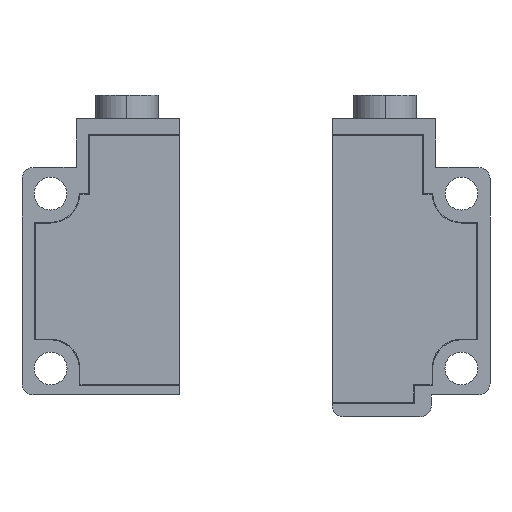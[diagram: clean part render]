
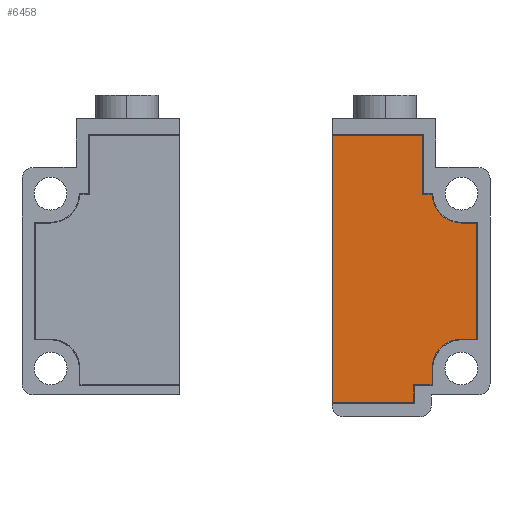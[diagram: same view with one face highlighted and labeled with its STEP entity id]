
A CAD part, left-side view. The second image highlights one B-rep face of the part: STEP entity #6458.
In plain terms, the highlighted planar face has unit normal (-1, 0, 0).
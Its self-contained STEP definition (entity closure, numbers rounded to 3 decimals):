
#5490=DIRECTION('',(0.,-1.,0.));
#5491=VECTOR('',#5490,5.941);
#5492=CARTESIAN_POINT('',(0.1,-0.004,9.3));
#5493=LINE('',#5492,#5491);
#5498=DIRECTION('',(0.,0.,-1.));
#5499=VECTOR('',#5498,3.874);
#5500=CARTESIAN_POINT('',(0.1,-5.945,9.3));
#5501=LINE('',#5500,#5499);
#5502=DIRECTION('',(0.,-1.,0.));
#5503=VECTOR('',#5502,0.611);
#5504=CARTESIAN_POINT('',(0.1,-5.945,5.426));
#5505=LINE('',#5504,#5503);
#5518=DIRECTION('',(0.,-1.,0.));
#5519=VECTOR('',#5518,1.017);
#5520=CARTESIAN_POINT('',(0.1,-8.483,3.548));
#5521=LINE('',#5520,#5519);
#5526=DIRECTION('',(0.,0.,-1.));
#5527=VECTOR('',#5526,7.612);
#5528=CARTESIAN_POINT('',(0.1,-9.5,3.548));
#5529=LINE('',#5528,#5527);
#5530=DIRECTION('',(0.,1.,0.));
#5531=VECTOR('',#5530,1.023);
#5532=CARTESIAN_POINT('',(0.1,-9.5,-4.063));
#5533=LINE('',#5532,#5531);
#5546=DIRECTION('',(0.,0.,-1.));
#5547=VECTOR('',#5546,1.059);
#5548=CARTESIAN_POINT('',(0.1,-6.549,-5.991));
#5549=LINE('',#5548,#5547);
#5550=DIRECTION('',(0.,1.,0.));
#5551=VECTOR('',#5550,1.195);
#5552=CARTESIAN_POINT('',(0.1,-6.549,-7.05));
#5553=LINE('',#5552,#5551);
#5554=DIRECTION('',(0.,0.,1.));
#5555=VECTOR('',#5554,1.175);
#5556=CARTESIAN_POINT('',(0.1,-5.354,-8.225));
#5557=LINE('',#5556,#5555);
#5558=DIRECTION('',(0.,0.,-1.));
#5559=VECTOR('',#5558,17.525);
#5560=CARTESIAN_POINT('',(0.1,-0.004,9.3));
#5561=LINE('',#5560,#5559);
#5562=CARTESIAN_POINT('',(0.1,-8.483,5.476));
#5563=DIRECTION('',(1.,0.,0.));
#5564=DIRECTION('',(0.,0.,-1.));
#5565=AXIS2_PLACEMENT_3D('',#5562,#5563,#5564);
#5567=CARTESIAN_POINT('',(0.1,-8.477,-5.991));
#5568=DIRECTION('',(1.,0.,0.));
#5569=DIRECTION('',(0.,1.,0.));
#5570=AXIS2_PLACEMENT_3D('',#5567,#5568,#5569);
#5588=DIRECTION('',(0.,1.,0.));
#5589=VECTOR('',#5588,5.35);
#5590=CARTESIAN_POINT('',(0.1,-5.354,-8.225));
#5591=LINE('',#5590,#5589);
#5866=CARTESIAN_POINT('',(0.1,-5.354,-8.225));
#5867=CARTESIAN_POINT('',(0.1,-5.354,-7.05));
#5868=VERTEX_POINT('',#5866);
#5869=VERTEX_POINT('',#5867);
#5870=CARTESIAN_POINT('',(0.1,-6.549,-7.05));
#5871=VERTEX_POINT('',#5870);
#5872=CARTESIAN_POINT('',(0.1,-6.549,-5.991));
#5873=VERTEX_POINT('',#5872);
#5874=CARTESIAN_POINT('',(0.1,-8.477,-4.063));
#5875=VERTEX_POINT('',#5874);
#5876=CARTESIAN_POINT('',(0.1,-9.5,-4.063));
#5877=VERTEX_POINT('',#5876);
#5878=CARTESIAN_POINT('',(0.1,-9.5,3.548));
#5879=VERTEX_POINT('',#5878);
#5880=CARTESIAN_POINT('',(0.1,-8.483,3.548));
#5881=VERTEX_POINT('',#5880);
#5882=CARTESIAN_POINT('',(0.1,-6.557,5.426));
#5883=VERTEX_POINT('',#5882);
#5884=CARTESIAN_POINT('',(0.1,-5.945,5.426));
#5885=VERTEX_POINT('',#5884);
#5886=CARTESIAN_POINT('',(0.1,-5.945,9.3));
#5887=VERTEX_POINT('',#5886);
#5888=CARTESIAN_POINT('',(0.1,-0.004,9.3));
#5889=VERTEX_POINT('',#5888);
#5890=CARTESIAN_POINT('',(0.1,-0.004,-8.225));
#5891=VERTEX_POINT('',#5890);
#6435=CARTESIAN_POINT('',(0.1,-8.539,-5.991));
#6436=DIRECTION('',(1.,0.,0.));
#6437=DIRECTION('',(0.,0.,-1.));
#6438=AXIS2_PLACEMENT_3D('',#6435,#6436,#6437);
#6439=PLANE('',#6438);
#6441=ORIENTED_EDGE('',*,*,#6440,.F.);
#6443=ORIENTED_EDGE('',*,*,#6442,.T.);
#6445=ORIENTED_EDGE('',*,*,#6444,.F.);
#6446=ORIENTED_EDGE('',*,*,#6294,.T.);
#6447=ORIENTED_EDGE('',*,*,#6317,.T.);
#6448=ORIENTED_EDGE('',*,*,#6330,.T.);
#6449=ORIENTED_EDGE('',*,*,#6344,.F.);
#6450=ORIENTED_EDGE('',*,*,#6358,.T.);
#6451=ORIENTED_EDGE('',*,*,#6372,.T.);
#6452=ORIENTED_EDGE('',*,*,#6386,.T.);
#6453=ORIENTED_EDGE('',*,*,#6401,.F.);
#6454=ORIENTED_EDGE('',*,*,#6414,.T.);
#6455=ORIENTED_EDGE('',*,*,#6426,.T.);
#6456=EDGE_LOOP('',(#6441,#6443,#6445,#6446,#6447,#6448,#6449,#6450,#6451,#6452,
#6453,#6454,#6455));
#6457=FACE_OUTER_BOUND('',#6456,.F.);
#5566=CIRCLE('',#5565,1.927);
#5571=CIRCLE('',#5570,1.927);
#6294=EDGE_CURVE('',#5889,#5887,#5493,.T.);
#6317=EDGE_CURVE('',#5887,#5885,#5501,.T.);
#6330=EDGE_CURVE('',#5885,#5883,#5505,.T.);
#6344=EDGE_CURVE('',#5881,#5883,#5566,.T.);
#6358=EDGE_CURVE('',#5881,#5879,#5521,.T.);
#6372=EDGE_CURVE('',#5879,#5877,#5529,.T.);
#6386=EDGE_CURVE('',#5877,#5875,#5533,.T.);
#6401=EDGE_CURVE('',#5873,#5875,#5571,.T.);
#6414=EDGE_CURVE('',#5873,#5871,#5549,.T.);
#6426=EDGE_CURVE('',#5871,#5869,#5553,.T.);
#6440=EDGE_CURVE('',#5868,#5869,#5557,.T.);
#6442=EDGE_CURVE('',#5868,#5891,#5591,.T.);
#6444=EDGE_CURVE('',#5889,#5891,#5561,.T.);
#6458=ADVANCED_FACE('',(#6457),#6439,.F.);
